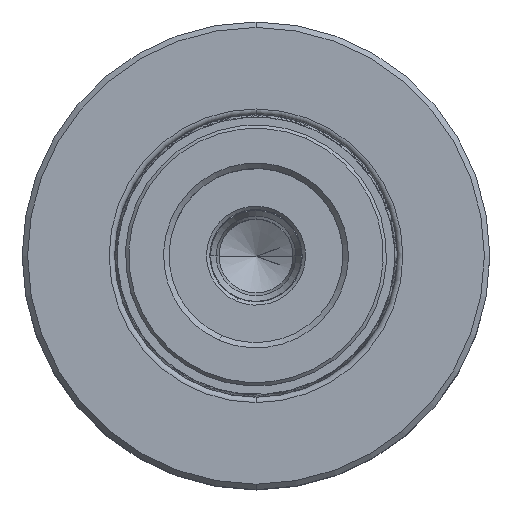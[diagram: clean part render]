
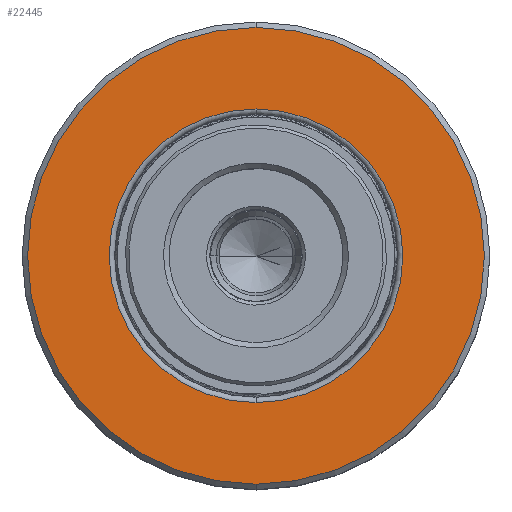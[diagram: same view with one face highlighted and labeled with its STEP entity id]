
A CAD part, top view. The second image highlights one B-rep face of the part: STEP entity #22445.
In plain terms, the highlighted face is planar.
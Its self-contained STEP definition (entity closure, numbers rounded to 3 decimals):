
#342 = CARTESIAN_POINT ( 'NONE',  ( 0., 10.687, 0. ) ) ;
#1694 = ORIENTED_EDGE ( 'NONE', *, *, #8201, .T. ) ;
#2711 = CIRCLE ( 'NONE', #21597, 13.5 ) ;
#3707 = FACE_OUTER_BOUND ( 'NONE', #15998, .T. ) ;
#3722 = AXIS2_PLACEMENT_3D ( 'NONE', #8108, #25104, #33980 ) ;
#5944 = VERTEX_POINT ( 'NONE', #22495 ) ;
#6555 = ORIENTED_EDGE ( 'NONE', *, *, #18109, .F. ) ;
#8108 = CARTESIAN_POINT ( 'NONE',  ( 0., 10.687, 0. ) ) ;
#8201 = EDGE_CURVE ( 'NONE', #5944, #15481, #2711, .T. ) ;
#8367 = CARTESIAN_POINT ( 'NONE',  ( 21., 10.687, 0. ) ) ;
#9630 = CARTESIAN_POINT ( 'NONE',  ( 0., 10.687, 0. ) ) ;
#9999 = EDGE_LOOP ( 'NONE', ( #14743, #1694 ) ) ;
#12170 = EDGE_CURVE ( 'NONE', #36137, #32399, #12832, .T. ) ;
#12832 = CIRCLE ( 'NONE', #3722, 21. ) ;
#12948 = AXIS2_PLACEMENT_3D ( 'NONE', #342, #17347, #34294 ) ;
#13597 = DIRECTION ( 'NONE',  ( 0., -1., 0. ) ) ;
#14743 = ORIENTED_EDGE ( 'NONE', *, *, #18321, .T. ) ;
#15481 = VERTEX_POINT ( 'NONE', #31431 ) ;
#15830 = ORIENTED_EDGE ( 'NONE', *, *, #12170, .F. ) ;
#15998 = EDGE_LOOP ( 'NONE', ( #6555, #15830 ) ) ;
#16118 = CARTESIAN_POINT ( 'NONE',  ( 0., 10.687, 21. ) ) ;
#16470 = DIRECTION ( 'NONE',  ( 0., 0., -1. ) ) ;
#17347 = DIRECTION ( 'NONE',  ( 0., -1., 0. ) ) ;
#18109 = EDGE_CURVE ( 'NONE', #32399, #36137, #24346, .T. ) ;
#18266 = AXIS2_PLACEMENT_3D ( 'NONE', #8367, #30846, #33842 ) ;
#18321 = EDGE_CURVE ( 'NONE', #15481, #5944, #35087, .T. ) ;
#20697 = FACE_BOUND ( 'NONE', #9999, .T. ) ;
#21597 = AXIS2_PLACEMENT_3D ( 'NONE', #9630, #24215, #32699 ) ;
#22183 = CARTESIAN_POINT ( 'NONE',  ( 0., 10.687, 0. ) ) ;
#22445 = ADVANCED_FACE ( 'NONE', ( #20697, #3707 ), #31223, .T. ) ;
#22495 = CARTESIAN_POINT ( 'NONE',  ( 0., 10.687, 13.5 ) ) ;
#24215 = DIRECTION ( 'NONE',  ( 0., -1., 0. ) ) ;
#24346 = CIRCLE ( 'NONE', #36620, 21. ) ;
#25104 = DIRECTION ( 'NONE',  ( 0., -1., 0. ) ) ;
#25408 = CARTESIAN_POINT ( 'NONE',  ( 0., 10.687, -21. ) ) ;
#30846 = DIRECTION ( 'NONE',  ( 0., 1., 0. ) ) ;
#31223 = PLANE ( 'NONE',  #18266 ) ;
#31431 = CARTESIAN_POINT ( 'NONE',  ( 0., 10.687, -13.5 ) ) ;
#32399 = VERTEX_POINT ( 'NONE', #25408 ) ;
#32699 = DIRECTION ( 'NONE',  ( 0., 0., -1. ) ) ;
#33842 = DIRECTION ( 'NONE',  ( 0., 0., 1. ) ) ;
#33980 = DIRECTION ( 'NONE',  ( 0., 0., -1. ) ) ;
#34294 = DIRECTION ( 'NONE',  ( 0., 0., -1. ) ) ;
#35087 = CIRCLE ( 'NONE', #12948, 13.5 ) ;
#36137 = VERTEX_POINT ( 'NONE', #16118 ) ;
#36620 = AXIS2_PLACEMENT_3D ( 'NONE', #22183, #13597, #16470 ) ;
